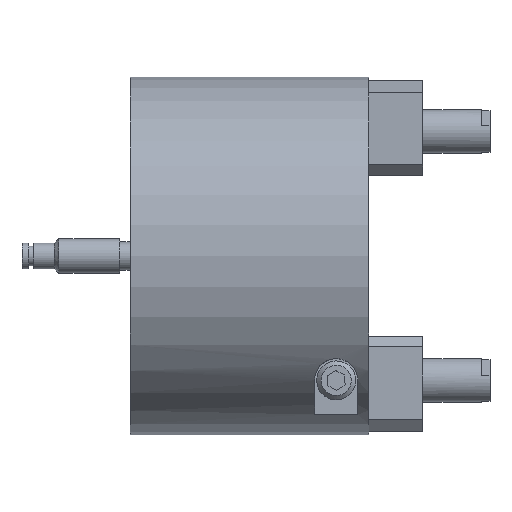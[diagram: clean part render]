
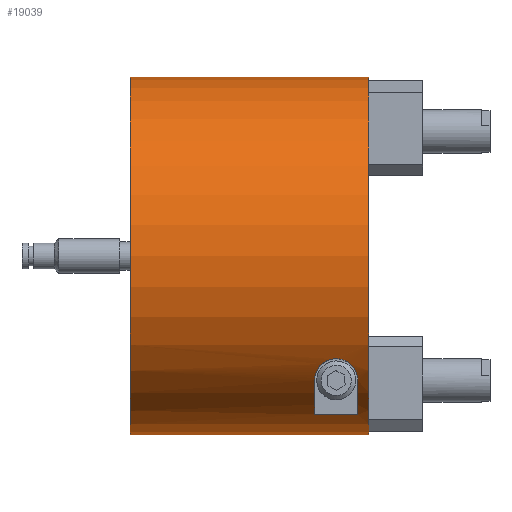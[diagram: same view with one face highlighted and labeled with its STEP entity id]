
A CAD part, top view. The second image highlights one B-rep face of the part: STEP entity #19039.
In plain terms, the highlighted cylindrical face has radius 82.5 mm (diameter 165 mm), a full revolution.
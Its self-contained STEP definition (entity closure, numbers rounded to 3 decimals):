
#277=B_SPLINE_CURVE_WITH_KNOTS('',3,(#25885,#25886,#25887,#25888,#25889,
#25890,#25891,#25892,#25893,#25894,#25895,#25896,#25897),.UNSPECIFIED.,
 .F.,.F.,(4,1,1,1,1,1,1,1,1,1,4),(0.,0.005,0.009,
0.011,0.014,0.016,0.018,
0.023,0.027,0.032,0.036),
 .UNSPECIFIED.);
#278=B_SPLINE_CURVE_WITH_KNOTS('',3,(#25905,#25906,#25907,#25908,#25909,
#25910,#25911,#25912,#25913,#25914,#25915,#25916,#25917),.UNSPECIFIED.,
 .F.,.F.,(4,1,1,1,1,1,1,1,1,1,4),(0.,0.005,0.009,
0.011,0.014,0.016,0.018,
0.023,0.027,0.032,0.036),
 .UNSPECIFIED.);
#956=LINE('',#25881,#1674);
#957=LINE('',#25901,#1675);
#1674=VECTOR('',#21812,1000.);
#1675=VECTOR('',#21817,1000.);
#2431=ORIENTED_EDGE('',*,*,#5605,.F.);
#2432=ORIENTED_EDGE('',*,*,#5606,.F.);
#2433=ORIENTED_EDGE('',*,*,#5607,.F.);
#2434=ORIENTED_EDGE('',*,*,#5608,.F.);
#2435=ORIENTED_EDGE('',*,*,#5609,.F.);
#2436=ORIENTED_EDGE('',*,*,#5610,.F.);
#2437=ORIENTED_EDGE('',*,*,#5611,.F.);
#2438=ORIENTED_EDGE('',*,*,#5612,.F.);
#2439=ORIENTED_EDGE('',*,*,#5576,.F.);
#2440=ORIENTED_EDGE('',*,*,#5613,.T.);
#5576=EDGE_CURVE('',#7165,#7165,#8390,.T.);
#5605=EDGE_CURVE('',#7193,#7194,#8413,.F.);
#5606=EDGE_CURVE('',#7195,#7193,#956,.T.);
#5607=EDGE_CURVE('',#7196,#7195,#8414,.F.);
#5608=EDGE_CURVE('',#7194,#7196,#277,.T.);
#5609=EDGE_CURVE('',#7197,#7198,#8415,.F.);
#5610=EDGE_CURVE('',#7199,#7197,#957,.T.);
#5611=EDGE_CURVE('',#7200,#7199,#8416,.F.);
#5612=EDGE_CURVE('',#7198,#7200,#278,.T.);
#5613=EDGE_CURVE('',#7201,#7201,#8417,.T.);
#7165=VERTEX_POINT('',#25819);
#7193=VERTEX_POINT('',#25879);
#7194=VERTEX_POINT('',#25880);
#7195=VERTEX_POINT('',#25882);
#7196=VERTEX_POINT('',#25884);
#7197=VERTEX_POINT('',#25899);
#7198=VERTEX_POINT('',#25900);
#7199=VERTEX_POINT('',#25902);
#7200=VERTEX_POINT('',#25904);
#7201=VERTEX_POINT('',#25919);
#8390=CIRCLE('',#20048,82.5);
#8413=CIRCLE('',#20074,82.5);
#8414=CIRCLE('',#20075,82.5);
#8415=CIRCLE('',#20076,82.5);
#8416=CIRCLE('',#20077,82.5);
#8417=CIRCLE('',#20078,82.5);
#9133=EDGE_LOOP('',(#2431,#2432,#2433,#2434));
#9134=EDGE_LOOP('',(#2435,#2436,#2437,#2438));
#9135=EDGE_LOOP('',(#2439));
#9136=EDGE_LOOP('',(#2440));
#10615=FACE_BOUND('',#9133,.T.);
#10616=FACE_BOUND('',#9134,.T.);
#10617=FACE_BOUND('',#9135,.T.);
#10618=FACE_BOUND('',#9136,.T.);
#12124=CYLINDRICAL_SURFACE('',#20073,82.5);
#19039=ADVANCED_FACE('',(#10615,#10616,#10617,#10618),#12124,.T.);
#20048=AXIS2_PLACEMENT_3D('',#25818,#21752,#21753);
#20073=AXIS2_PLACEMENT_3D('',#25877,#21808,#21809);
#20074=AXIS2_PLACEMENT_3D('',#25878,#21810,#21811);
#20075=AXIS2_PLACEMENT_3D('',#25883,#21813,#21814);
#20076=AXIS2_PLACEMENT_3D('',#25898,#21815,#21816);
#20077=AXIS2_PLACEMENT_3D('',#25903,#21818,#21819);
#20078=AXIS2_PLACEMENT_3D('',#25918,#21820,#21821);
#21752=DIRECTION('',(1.,0.,0.));
#21753=DIRECTION('',(0.,0.,-1.));
#21808=DIRECTION('',(1.,0.,0.));
#21809=DIRECTION('',(0.,0.,-1.));
#21810=DIRECTION('',(1.,0.,0.));
#21811=DIRECTION('',(0.,1.,0.));
#21812=DIRECTION('',(1.,0.,0.));
#21813=DIRECTION('',(-1.,0.,0.));
#21814=DIRECTION('',(0.,-1.,0.));
#21815=DIRECTION('',(1.,0.,0.));
#21816=DIRECTION('',(0.,1.,0.));
#21817=DIRECTION('',(1.,0.,0.));
#21818=DIRECTION('',(-1.,0.,0.));
#21819=DIRECTION('',(0.,-1.,0.));
#21820=DIRECTION('',(1.,0.,0.));
#21821=DIRECTION('',(0.,0.,-1.));
#25818=CARTESIAN_POINT('',(0.,0.,0.));
#25819=CARTESIAN_POINT('',(0.,0.,-82.5));
#25877=CARTESIAN_POINT('',(9.66,0.,0.));
#25878=CARTESIAN_POINT('',(-5.,0.,0.));
#25879=CARTESIAN_POINT('',(-5.,-73.227,38.));
#25880=CARTESIAN_POINT('',(-5.,-57.5,59.161));
#25881=CARTESIAN_POINT('',(9.66,-73.227,38.));
#25882=CARTESIAN_POINT('',(-25.,-73.227,38.));
#25883=CARTESIAN_POINT('',(-25.,0.,0.));
#25884=CARTESIAN_POINT('',(-25.,-57.5,59.161));
#25885=CARTESIAN_POINT('',(-5.,-57.5,59.161));
#25886=CARTESIAN_POINT('',(-5.,-56.406,60.224));
#25887=CARTESIAN_POINT('',(-5.349,-54.186,62.264));
#25888=CARTESIAN_POINT('',(-6.853,-51.445,64.517));
#25889=CARTESIAN_POINT('',(-8.787,-49.572,65.952));
#25890=CARTESIAN_POINT('',(-10.606,-48.43,66.793));
#25891=CARTESIAN_POINT('',(-12.687,-47.685,67.324));
#25892=CARTESIAN_POINT('',(-15.733,-47.318,67.581));
#25893=CARTESIAN_POINT('',(-19.531,-48.218,66.956));
#25894=CARTESIAN_POINT('',(-22.838,-50.885,64.977));
#25895=CARTESIAN_POINT('',(-24.642,-54.159,62.288));
#25896=CARTESIAN_POINT('',(-25.,-56.404,60.226));
#25897=CARTESIAN_POINT('',(-25.,-57.5,59.161));
#25898=CARTESIAN_POINT('',(-5.,0.,0.));
#25899=CARTESIAN_POINT('',(-5.,73.227,-38.));
#25900=CARTESIAN_POINT('',(-5.,57.5,-59.161));
#25901=CARTESIAN_POINT('',(9.66,73.227,-38.));
#25902=CARTESIAN_POINT('',(-25.,73.227,-38.));
#25903=CARTESIAN_POINT('',(-25.,0.,0.));
#25904=CARTESIAN_POINT('',(-25.,57.5,-59.161));
#25905=CARTESIAN_POINT('',(-5.,57.5,-59.161));
#25906=CARTESIAN_POINT('',(-5.,56.406,-60.224));
#25907=CARTESIAN_POINT('',(-5.349,54.186,-62.264));
#25908=CARTESIAN_POINT('',(-6.853,51.445,-64.517));
#25909=CARTESIAN_POINT('',(-8.787,49.572,-65.952));
#25910=CARTESIAN_POINT('',(-10.606,48.43,-66.793));
#25911=CARTESIAN_POINT('',(-12.687,47.685,-67.324));
#25912=CARTESIAN_POINT('',(-15.733,47.318,-67.581));
#25913=CARTESIAN_POINT('',(-19.531,48.218,-66.956));
#25914=CARTESIAN_POINT('',(-22.838,50.885,-64.977));
#25915=CARTESIAN_POINT('',(-24.642,54.159,-62.288));
#25916=CARTESIAN_POINT('',(-25.,56.404,-60.226));
#25917=CARTESIAN_POINT('',(-25.,57.5,-59.161));
#25918=CARTESIAN_POINT('',(-110.,0.,0.));
#25919=CARTESIAN_POINT('',(-110.,0.,-82.5));
